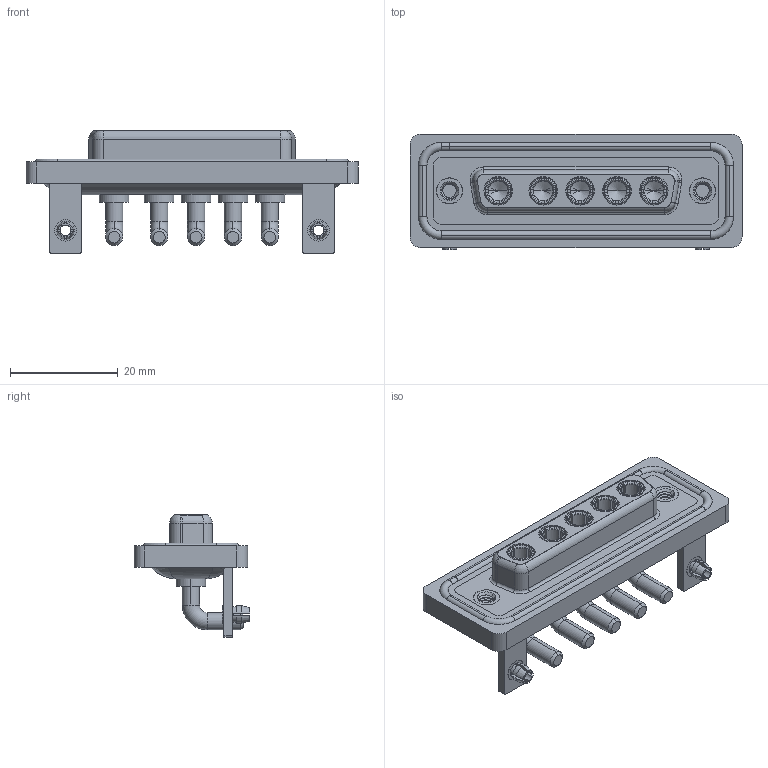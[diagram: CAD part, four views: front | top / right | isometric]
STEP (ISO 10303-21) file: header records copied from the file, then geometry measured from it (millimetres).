
FILE_DESCRIPTION (( 'STEP AP203' ), '1' );
FILE_NAME ('630W5W5-240-3NB.STEP', '2024-04-12T00:19:58', ( '' ), ( '' ), 'SwSTEP 2.0', 'SolidWorks 2023', '' );
FILE_SCHEMA (( 'CONFIG_CONTROL_DESIGN' ));
Length unit declared in the file: millimetre
Products named in the file (9): Power Socket_30A RA; 630Combo Threaded Rivet_A; 630Combo Stabilizer Bracket_50 Contacts; 630Combo Board Lock_50 Contacts; 630W5W5-240-3NB; 630Combo Waterproof Housing_25 Contacts; 630Combo Shell Rear_25 Contacts; 630Combo Housing_5W5; 630Combo Shell Front_25 Contacts
Assembly tree (15 placements, depth 2):
  630W5W5-240-3NB
    630Combo Housing_5W5
    630Combo Shell Front_25 Contacts
    630Combo Shell Rear_25 Contacts
    630Combo Threaded Rivet_A  x2
    630Combo Stabilizer Bracket_50 Contacts  x2
    630Combo Board Lock_50 Contacts  x2
    Power Socket_30A RA  x5
    630Combo Waterproof Housing_25 Contacts
Bounding box: 61.75 x 21.5 x 22.8 mm (x, y, z)
Volume: 8970.7 mm3; surface area: 14854.2 mm2
Topology: 21 solids, 21 shells, 910 faces, 2353 edges, 1507 vertices
Faces by surface type: cylinder 367, plane 318, cone 109, torus 101, bspline 15
Entity records: 18861 total; most frequent: CARTESIAN_POINT 4956, DIRECTION 2823, ORIENTED_EDGE 2618, EDGE_CURVE 1309, AXIS2_PLACEMENT_3D 1125, VERTEX_POINT 837, CIRCLE 597, EDGE_LOOP 576
